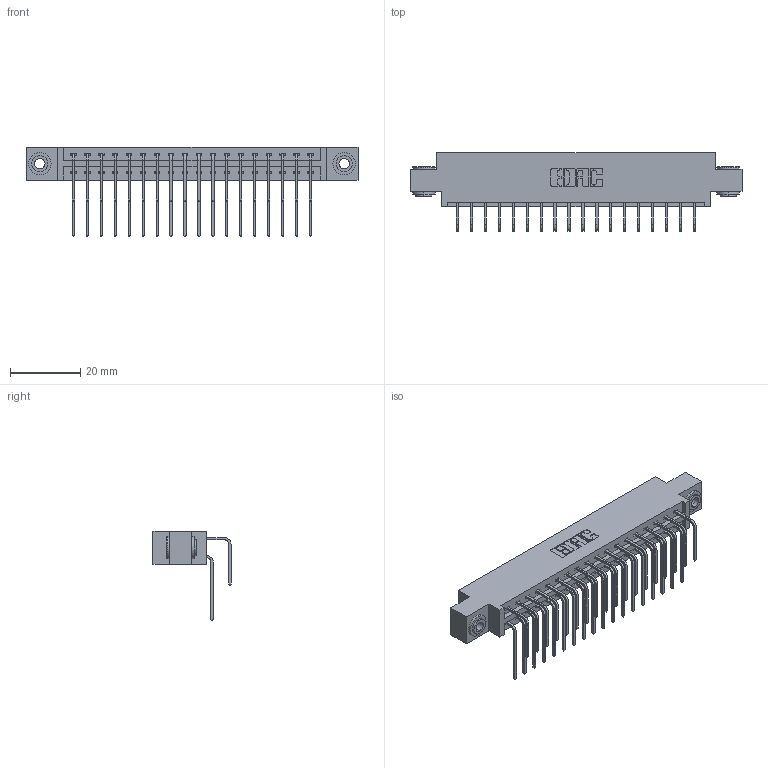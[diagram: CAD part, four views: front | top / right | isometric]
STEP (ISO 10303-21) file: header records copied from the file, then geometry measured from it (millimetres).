
FILE_DESCRIPTION (( 'STEP AP203' ), '1' );
FILE_NAME ('387-036-558-803.STEP', '2019-10-17T20:13:49', ( '' ), ( '' ), 'SwSTEP 2.0', 'SolidWorks 2016', '' );
FILE_SCHEMA (( 'CONFIG_CONTROL_DESIGN' ));
Length unit declared in the file: inch
Products named in the file (5): 345-292-001_558 Tail - 2; 387-036-558-803; 345-250-002_345-250-002-102; 345-292-001_558 559 Tail - 1; 337 Part_0.170 Offset - 0.156 Dia-TH
Assembly tree (39 placements, depth 2):
  387-036-558-803
    337 Part_0.170 Offset - 0.156 Dia-TH
    345-292-001_558 559 Tail - 1  x18
    345-292-001_558 Tail - 2  x18
    345-250-002_345-250-002-102  x2
Bounding box: 94.34 x 22.17 x 25.53 mm (x, y, z)
Volume: 9731.9 mm3; surface area: 12143.9 mm2
Topology: 39 solids, 39 shells, 2172 faces, 6411 edges, 4222 vertices
Faces by surface type: plane 1524, cylinder 640, cone 8
Entity records: 19626 total; most frequent: CARTESIAN_POINT 3348, ORIENTED_EDGE 3226, DIRECTION 2907, EDGE_CURVE 1613, VECTOR 1421, LINE 1421, VERTEX_POINT 1070, AXIS2_PLACEMENT_3D 743
